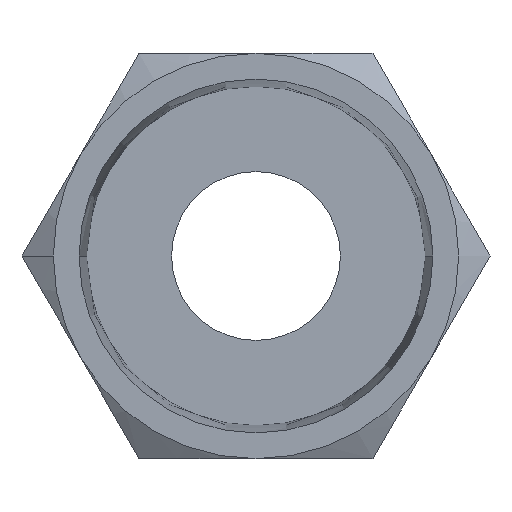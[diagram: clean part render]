
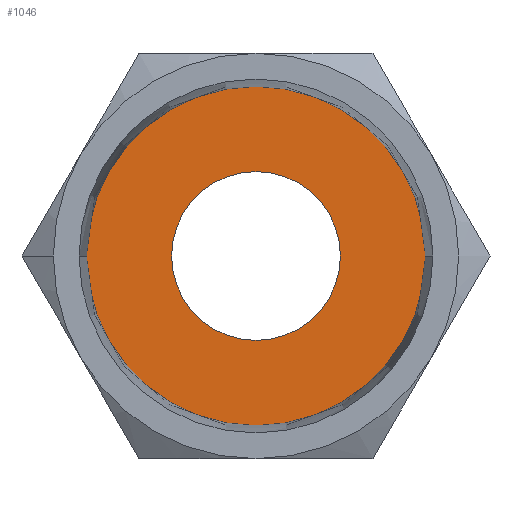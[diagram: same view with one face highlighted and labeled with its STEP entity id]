
A CAD part, front view. The second image highlights one B-rep face of the part: STEP entity #1046.
In plain terms, the highlighted planar face has unit normal (0, -1, 0).
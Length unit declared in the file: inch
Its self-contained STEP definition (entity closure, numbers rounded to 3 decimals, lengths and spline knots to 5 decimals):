
#53 = CARTESIAN_POINT ( 'NONE',  ( 0., -0.07874, 0. ) ) ;
#98 = AXIS2_PLACEMENT_3D ( 'NONE', #845, #2087, #1029 ) ;
#114 = AXIS2_PLACEMENT_3D ( 'NONE', #53, #1274, #219 ) ;
#148 = AXIS2_PLACEMENT_3D ( 'NONE', #1677, #1654, #1506 ) ;
#169 = DIRECTION ( 'NONE',  ( 0., -1., 0. ) ) ;
#219 = DIRECTION ( 'NONE',  ( 1., 0., 0. ) ) ;
#235 = CIRCLE ( 'NONE', #114, 0.39527 ) ;
#411 = DIRECTION ( 'NONE',  ( 0., -1., 0. ) ) ;
#500 = CIRCLE ( 'NONE', #1335, 0.19685 ) ;
#531 = CARTESIAN_POINT ( 'NONE',  ( -0.19685, -0.07874, 0. ) ) ;
#540 = ORIENTED_EDGE ( 'NONE', *, *, #2262, .F. ) ;
#611 = CARTESIAN_POINT ( 'NONE',  ( -0.39527, -0.07874, 0. ) ) ;
#678 = EDGE_LOOP ( 'NONE', ( #1876, #1596 ) ) ;
#845 = CARTESIAN_POINT ( 'NONE',  ( 0., -0.07874, 0. ) ) ;
#1029 = DIRECTION ( 'NONE',  ( 1., 0., 0. ) ) ;
#1046 = ADVANCED_FACE ( 'NONE', ( #1693, #1242 ), #2044, .F. ) ;
#1203 = CARTESIAN_POINT ( 'NONE',  ( 0., -0.07874, 0. ) ) ;
#1242 = FACE_OUTER_BOUND ( 'NONE', #678, .T. ) ;
#1252 = VERTEX_POINT ( 'NONE', #531 ) ;
#1274 = DIRECTION ( 'NONE',  ( 0., -1., 0. ) ) ;
#1321 = VERTEX_POINT ( 'NONE', #1354 ) ;
#1335 = AXIS2_PLACEMENT_3D ( 'NONE', #1488, #411, #1663 ) ;
#1354 = CARTESIAN_POINT ( 'NONE',  ( 0.19685, -0.07874, 0. ) ) ;
#1369 = VERTEX_POINT ( 'NONE', #1993 ) ;
#1383 = DIRECTION ( 'NONE',  ( 1., 0., 0. ) ) ;
#1396 = AXIS2_PLACEMENT_3D ( 'NONE', #1203, #169, #1383 ) ;
#1444 = EDGE_CURVE ( 'NONE', #2140, #1369, #1469, .T. ) ;
#1469 = CIRCLE ( 'NONE', #1396, 0.39527 ) ;
#1488 = CARTESIAN_POINT ( 'NONE',  ( 0., -0.07874, 0. ) ) ;
#1506 = DIRECTION ( 'NONE',  ( -1., 0., 0. ) ) ;
#1596 = ORIENTED_EDGE ( 'NONE', *, *, #1444, .T. ) ;
#1654 = DIRECTION ( 'NONE',  ( 0., 1., 0. ) ) ;
#1663 = DIRECTION ( 'NONE',  ( 1., 0., 0. ) ) ;
#1677 = CARTESIAN_POINT ( 'NONE',  ( -0.29606, -0.07874, 0. ) ) ;
#1693 = FACE_BOUND ( 'NONE', #2260, .T. ) ;
#1871 = ORIENTED_EDGE ( 'NONE', *, *, #2092, .F. ) ;
#1876 = ORIENTED_EDGE ( 'NONE', *, *, #1917, .T. ) ;
#1917 = EDGE_CURVE ( 'NONE', #1369, #2140, #235, .T. ) ;
#1993 = CARTESIAN_POINT ( 'NONE',  ( 0.39527, -0.07874, 0. ) ) ;
#2044 = PLANE ( 'NONE',  #148 ) ;
#2087 = DIRECTION ( 'NONE',  ( 0., -1., 0. ) ) ;
#2092 = EDGE_CURVE ( 'NONE', #1252, #1321, #500, .T. ) ;
#2139 = CIRCLE ( 'NONE', #98, 0.19685 ) ;
#2140 = VERTEX_POINT ( 'NONE', #611 ) ;
#2260 = EDGE_LOOP ( 'NONE', ( #540, #1871 ) ) ;
#2262 = EDGE_CURVE ( 'NONE', #1321, #1252, #2139, .T. ) ;
